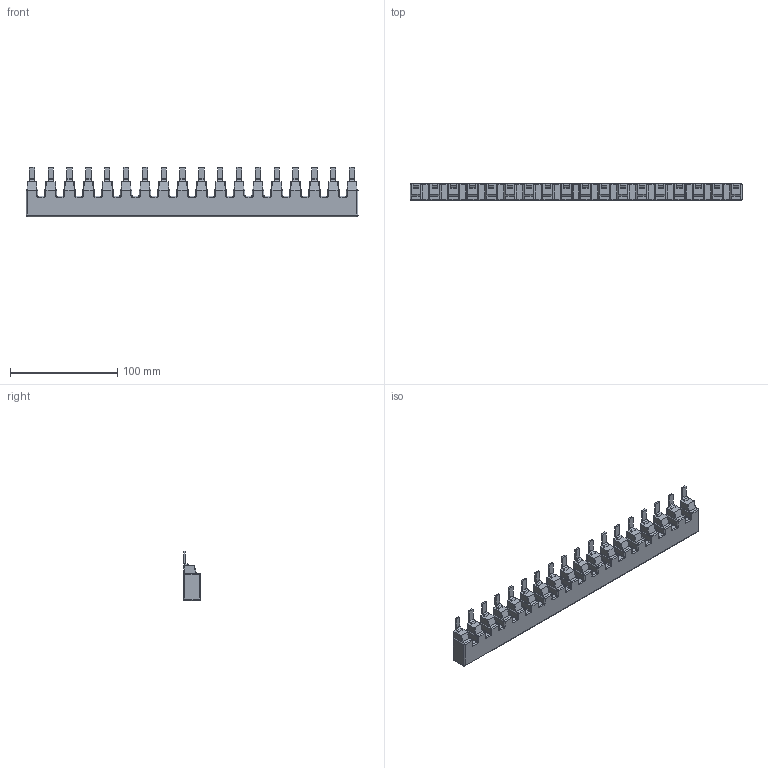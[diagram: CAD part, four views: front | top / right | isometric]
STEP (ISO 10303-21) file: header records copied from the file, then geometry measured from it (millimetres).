
FILE_DESCRIPTION (( 'STEP AP203' ), '1' );
FILE_NAME ('ZSVUL16-2P-2TE18SP.step', '2023-08-21T11:04:35', ( '' ), ( '' ), 'SwSTEP 2.0', 'SolidWorks 2021', '' );
FILE_SCHEMA (( 'CONFIG_CONTROL_DESIGN' ));
Length unit declared in the file: inch
Products named in the file (1): ZSVUL16-2P-2TE18SP
Bounding box: 310.2 x 15.5 x 46 mm (x, y, z)
Volume: 125830.6 mm3; surface area: 35271 mm2
Topology: 1 solids, 1 shells, 840 faces, 2172 edges, 1329 vertices
Faces by surface type: cylinder 382, plane 311, bspline 113, torus 34
Entity records: 28845 total; most frequent: CARTESIAN_POINT 9032, ORIENTED_EDGE 4298, DIRECTION 3958, EDGE_CURVE 2149, AXIS2_PLACEMENT_3D 1388, VERTEX_POINT 1329, LINE 1182, VECTOR 1182
